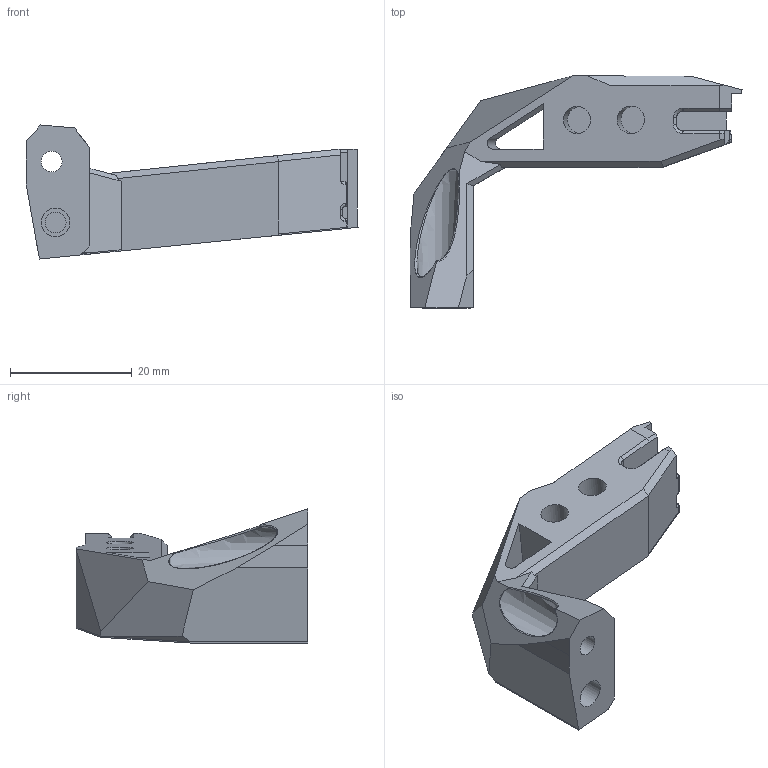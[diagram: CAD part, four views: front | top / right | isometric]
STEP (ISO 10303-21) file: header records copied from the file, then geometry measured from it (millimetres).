
FILE_DESCRIPTION(/* description */ (''),/* implementation_level */ '2;1');
FILE_NAME(/* name */ 'CW2 Cable Bridge - modified.step',/* time_stamp */ '2023-12-06T23:25:10+01:00',/* author */ (''),/* organization */ (''),/* preprocessor_version */ 'ST-DEVELOPER v20',/* originating_system */ 'Autodesk Translation Framework v12.14.0.127',/* authorisation */ '');
FILE_SCHEMA (('AUTOMOTIVE_DESIGN { 1 0 10303 214 3 1 1 }'));
Length unit declared in the file: millimetre
Products named in the file (2): CW2 Cable Bridge v18; bridge
Assembly tree (1 placements, depth 2):
  CW2 Cable Bridge v18
    bridge
Bounding box: 54.48 x 38.05 x 22.01 mm (x, y, z)
Volume: 9511.6 mm3; surface area: 4755.6 mm2
Topology: 1 solids, 1 shells, 125 faces, 340 edges, 221 vertices
Faces by surface type: plane 84, bspline 19, cylinder 16, cone 3, sphere 3
Full cylindrical faces by diameter (mm): 3.4 x1, 3.43 x1, 4.5 x1, 4.7 x1
Entity records: 5257 total; most frequent: CARTESIAN_POINT 2169, ORIENTED_EDGE 680, DIRECTION 563, EDGE_CURVE 340, LINE 243, VECTOR 243, VERTEX_POINT 221, AXIS2_PLACEMENT_3D 160
